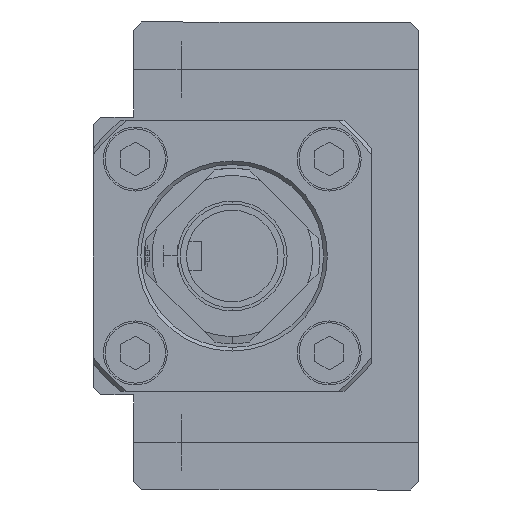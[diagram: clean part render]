
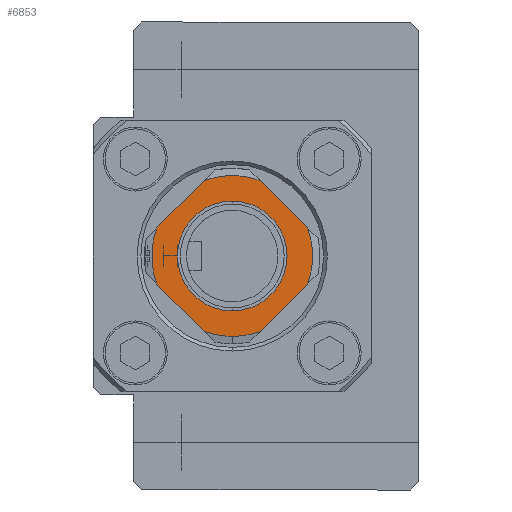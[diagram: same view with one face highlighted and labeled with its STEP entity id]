
A CAD part, left-side view. The second image highlights one B-rep face of the part: STEP entity #6853.
In plain terms, the highlighted face is planar.
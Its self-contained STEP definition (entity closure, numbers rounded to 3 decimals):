
#81 = AXIS2_PLACEMENT_3D ( 'NONE', #1069, #7545, #5423 ) ;
#93 = DIRECTION ( 'NONE',  ( -1., 0., 0. ) ) ;
#149 = DIRECTION ( 'NONE',  ( 0., 0., -1. ) ) ;
#195 = CARTESIAN_POINT ( 'NONE',  ( 0., 0., 25. ) ) ;
#232 = FACE_OUTER_BOUND ( 'NONE', #7243, .T. ) ;
#273 = LINE ( 'NONE', #3095, #1848 ) ;
#283 = CARTESIAN_POINT ( 'NONE',  ( 7.661, 20.623, 25. ) ) ;
#339 = DIRECTION ( 'NONE',  ( -1., 0., 0. ) ) ;
#371 = FACE_BOUND ( 'NONE', #8926, .T. ) ;
#456 = VERTEX_POINT ( 'NONE', #8738 ) ;
#555 = EDGE_CURVE ( 'NONE', #7153, #456, #6483, .T. ) ;
#659 = LINE ( 'NONE', #5098, #5822 ) ;
#662 = VERTEX_POINT ( 'NONE', #5189 ) ;
#693 = EDGE_CURVE ( 'NONE', #2330, #6154, #4639, .T. ) ;
#747 = DIRECTION ( 'NONE',  ( 0.707, -0.707, 0. ) ) ;
#1069 = CARTESIAN_POINT ( 'NONE',  ( 0., 0., 25. ) ) ;
#1408 = CARTESIAN_POINT ( 'NONE',  ( 0., 0., 25. ) ) ;
#1414 = CARTESIAN_POINT ( 'NONE',  ( -7.661, -20.623, 25. ) ) ;
#1570 = VERTEX_POINT ( 'NONE', #283 ) ;
#1655 = ORIENTED_EDGE ( 'NONE', *, *, #8462, .F. ) ;
#1702 = CARTESIAN_POINT ( 'NONE',  ( 0., 0., 25. ) ) ;
#1749 = DIRECTION ( 'NONE',  ( -1., 0., 0. ) ) ;
#1848 = VECTOR ( 'NONE', #8794, 1000. ) ;
#2024 = AXIS2_PLACEMENT_3D ( 'NONE', #4776, #3992, #4579 ) ;
#2179 = VERTEX_POINT ( 'NONE', #5033 ) ;
#2330 = VERTEX_POINT ( 'NONE', #8116 ) ;
#2409 = EDGE_CURVE ( 'NONE', #456, #4010, #2685, .T. ) ;
#2458 = VECTOR ( 'NONE', #7091, 1000. ) ;
#2465 = DIRECTION ( 'NONE',  ( 0.707, 0.707, 0. ) ) ;
#2538 = AXIS2_PLACEMENT_3D ( 'NONE', #195, #149, #8615 ) ;
#2685 = CIRCLE ( 'NONE', #5772, 22. ) ;
#2731 = EDGE_CURVE ( 'NONE', #4617, #1570, #2964, .T. ) ;
#2741 = ORIENTED_EDGE ( 'NONE', *, *, #693, .T. ) ;
#2784 = CARTESIAN_POINT ( 'NONE',  ( -7.661, 20.623, 25. ) ) ;
#2796 = DIRECTION ( 'NONE',  ( 0., 0., -1. ) ) ;
#2964 = CIRCLE ( 'NONE', #2538, 22. ) ;
#3056 = DIRECTION ( 'NONE',  ( -1., 0., 0. ) ) ;
#3095 = CARTESIAN_POINT ( 'NONE',  ( 0., 28.284, 25. ) ) ;
#3494 = ORIENTED_EDGE ( 'NONE', *, *, #6900, .T. ) ;
#3823 = ORIENTED_EDGE ( 'NONE', *, *, #8501, .T. ) ;
#3992 = DIRECTION ( 'NONE',  ( 0., 0., -1. ) ) ;
#4010 = VERTEX_POINT ( 'NONE', #4839 ) ;
#4066 = DIRECTION ( 'NONE',  ( 0., 0., -1. ) ) ;
#4178 = VERTEX_POINT ( 'NONE', #1414 ) ;
#4210 = AXIS2_PLACEMENT_3D ( 'NONE', #5982, #8695, #5281 ) ;
#4228 = CARTESIAN_POINT ( 'NONE',  ( 15., 0., 25. ) ) ;
#4233 = CIRCLE ( 'NONE', #2024, 22. ) ;
#4239 = AXIS2_PLACEMENT_3D ( 'NONE', #1408, #2796, #93 ) ;
#4317 = LINE ( 'NONE', #6353, #2458 ) ;
#4384 = CIRCLE ( 'NONE', #4239, 15. ) ;
#4518 = DIRECTION ( 'NONE',  ( 0., 0., -1. ) ) ;
#4579 = DIRECTION ( 'NONE',  ( -1., 0., 0. ) ) ;
#4585 = ORIENTED_EDGE ( 'NONE', *, *, #8348, .F. ) ;
#4617 = VERTEX_POINT ( 'NONE', #2784 ) ;
#4639 = LINE ( 'NONE', #8798, #7212 ) ;
#4776 = CARTESIAN_POINT ( 'NONE',  ( 0., 0., 25. ) ) ;
#4839 = CARTESIAN_POINT ( 'NONE',  ( -20.623, 7.661, 25. ) ) ;
#4925 = ORIENTED_EDGE ( 'NONE', *, *, #2409, .F. ) ;
#4972 = CIRCLE ( 'NONE', #81, 15. ) ;
#5033 = CARTESIAN_POINT ( 'NONE',  ( -15., 0., 25. ) ) ;
#5098 = CARTESIAN_POINT ( 'NONE',  ( -28.284, 0., 25. ) ) ;
#5189 = CARTESIAN_POINT ( 'NONE',  ( 20.623, 7.661, 25. ) ) ;
#5281 = DIRECTION ( 'NONE',  ( 0., -1., 0. ) ) ;
#5416 = VERTEX_POINT ( 'NONE', #4228 ) ;
#5423 = DIRECTION ( 'NONE',  ( -1., 0., 0. ) ) ;
#5453 = AXIS2_PLACEMENT_3D ( 'NONE', #7962, #6582, #3056 ) ;
#5772 = AXIS2_PLACEMENT_3D ( 'NONE', #1702, #4518, #1749 ) ;
#5822 = VECTOR ( 'NONE', #747, 1000. ) ;
#5982 = CARTESIAN_POINT ( 'NONE',  ( 0., 0., 25. ) ) ;
#6154 = VERTEX_POINT ( 'NONE', #8224 ) ;
#6353 = CARTESIAN_POINT ( 'NONE',  ( 28.284, 0., 25. ) ) ;
#6434 = AXIS2_PLACEMENT_3D ( 'NONE', #7567, #4066, #339 ) ;
#6464 = ORIENTED_EDGE ( 'NONE', *, *, #555, .F. ) ;
#6483 = CIRCLE ( 'NONE', #5453, 22. ) ;
#6582 = DIRECTION ( 'NONE',  ( 0., 0., -1. ) ) ;
#6666 = EDGE_CURVE ( 'NONE', #7153, #4178, #659, .T. ) ;
#6853 = ADVANCED_FACE ( 'NONE', ( #232, #371 ), #8836, .F. ) ;
#6891 = CIRCLE ( 'NONE', #6434, 22. ) ;
#6900 = EDGE_CURVE ( 'NONE', #4617, #4010, #273, .T. ) ;
#7001 = ORIENTED_EDGE ( 'NONE', *, *, #9111, .T. ) ;
#7091 = DIRECTION ( 'NONE',  ( -0.707, 0.707, 0. ) ) ;
#7153 = VERTEX_POINT ( 'NONE', #9119 ) ;
#7212 = VECTOR ( 'NONE', #2465, 1000. ) ;
#7243 = EDGE_LOOP ( 'NONE', ( #8956, #3494, #4925, #6464, #8064, #4585, #2741, #1655, #7001 ) ) ;
#7545 = DIRECTION ( 'NONE',  ( 0., 0., -1. ) ) ;
#7567 = CARTESIAN_POINT ( 'NONE',  ( 0., 0., 25. ) ) ;
#7962 = CARTESIAN_POINT ( 'NONE',  ( 0., 0., 25. ) ) ;
#8064 = ORIENTED_EDGE ( 'NONE', *, *, #6666, .T. ) ;
#8116 = CARTESIAN_POINT ( 'NONE',  ( 7.661, -20.623, 25. ) ) ;
#8224 = CARTESIAN_POINT ( 'NONE',  ( 20.623, -7.661, 25. ) ) ;
#8348 = EDGE_CURVE ( 'NONE', #2330, #4178, #6891, .T. ) ;
#8462 = EDGE_CURVE ( 'NONE', #662, #6154, #4233, .T. ) ;
#8501 = EDGE_CURVE ( 'NONE', #5416, #2179, #4972, .T. ) ;
#8615 = DIRECTION ( 'NONE',  ( -1., 0., 0. ) ) ;
#8695 = DIRECTION ( 'NONE',  ( 0., 0., -1. ) ) ;
#8738 = CARTESIAN_POINT ( 'NONE',  ( -22., 0., 25. ) ) ;
#8794 = DIRECTION ( 'NONE',  ( -0.707, -0.707, 0. ) ) ;
#8798 = CARTESIAN_POINT ( 'NONE',  ( 0., -28.284, 25. ) ) ;
#8836 = PLANE ( 'NONE',  #4210 ) ;
#8926 = EDGE_LOOP ( 'NONE', ( #3823, #9091 ) ) ;
#8956 = ORIENTED_EDGE ( 'NONE', *, *, #2731, .F. ) ;
#9091 = ORIENTED_EDGE ( 'NONE', *, *, #9094, .T. ) ;
#9094 = EDGE_CURVE ( 'NONE', #2179, #5416, #4384, .T. ) ;
#9111 = EDGE_CURVE ( 'NONE', #662, #1570, #4317, .T. ) ;
#9119 = CARTESIAN_POINT ( 'NONE',  ( -20.623, -7.661, 25. ) ) ;
